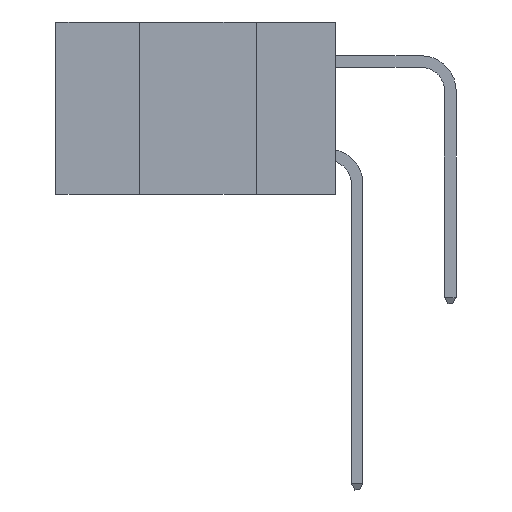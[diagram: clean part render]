
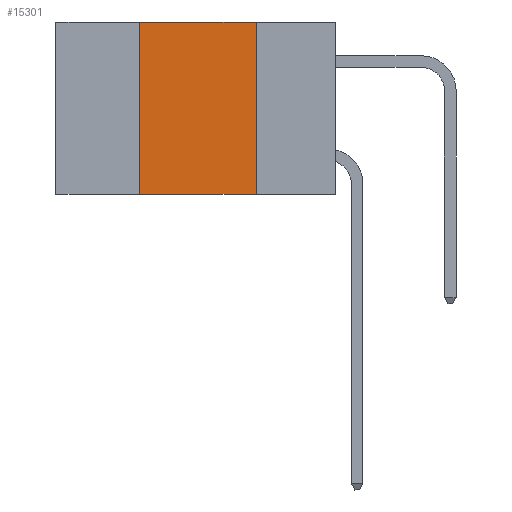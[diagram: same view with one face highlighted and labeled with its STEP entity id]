
A CAD part, left-side view. The second image highlights one B-rep face of the part: STEP entity #15301.
In plain terms, the highlighted planar face has unit normal (-1, 0, 0).
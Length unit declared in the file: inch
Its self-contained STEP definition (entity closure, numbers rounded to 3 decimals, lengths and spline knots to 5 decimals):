
#130 = CARTESIAN_POINT ( 'NONE',  ( 0., 0.42, -0.37 ) ) ;
#182 = ORIENTED_EDGE ( 'NONE', *, *, #10336, .T. ) ;
#227 = CARTESIAN_POINT ( 'NONE',  ( 0., 0.42, 0. ) ) ;
#746 = VERTEX_POINT ( 'NONE', #7827 ) ;
#848 = DIRECTION ( 'NONE',  ( 0., -1., 0. ) ) ;
#1248 = CARTESIAN_POINT ( 'NONE',  ( 0., 0.6, 0. ) ) ;
#1451 = VERTEX_POINT ( 'NONE', #12752 ) ;
#1899 = ORIENTED_EDGE ( 'NONE', *, *, #15463, .F. ) ;
#2521 = PLANE ( 'NONE',  #14584 ) ;
#2786 = VERTEX_POINT ( 'NONE', #130 ) ;
#3592 = CARTESIAN_POINT ( 'NONE',  ( 0., 0.17, 0. ) ) ;
#3643 = VECTOR ( 'NONE', #13367, 39.37008 ) ;
#4275 = VECTOR ( 'NONE', #7501, 39.37008 ) ;
#4670 = LINE ( 'NONE', #1248, #4275 ) ;
#5136 = CARTESIAN_POINT ( 'NONE',  ( 0., 0.42, 0. ) ) ;
#5353 = DIRECTION ( 'NONE',  ( 0., 0., 1. ) ) ;
#6288 = DIRECTION ( 'NONE',  ( 1., 0., 0. ) ) ;
#7501 = DIRECTION ( 'NONE',  ( 0., -1., 0. ) ) ;
#7827 = CARTESIAN_POINT ( 'NONE',  ( 0., 0.17, 0. ) ) ;
#8597 = FACE_OUTER_BOUND ( 'NONE', #9797, .T. ) ;
#9182 = LINE ( 'NONE', #14325, #12026 ) ;
#9797 = EDGE_LOOP ( 'NONE', ( #14372, #12731, #1899, #182 ) ) ;
#9971 = LINE ( 'NONE', #227, #12754 ) ;
#10336 = EDGE_CURVE ( 'NONE', #2786, #1451, #9182, .T. ) ;
#10425 = EDGE_CURVE ( 'NONE', #11129, #746, #4670, .T. ) ;
#11129 = VERTEX_POINT ( 'NONE', #5136 ) ;
#12026 = VECTOR ( 'NONE', #848, 39.37008 ) ;
#12480 = EDGE_CURVE ( 'NONE', #746, #1451, #13388, .T. ) ;
#12731 = ORIENTED_EDGE ( 'NONE', *, *, #10425, .F. ) ;
#12752 = CARTESIAN_POINT ( 'NONE',  ( 0., 0.17, -0.37 ) ) ;
#12754 = VECTOR ( 'NONE', #5353, 39.37008 ) ;
#13367 = DIRECTION ( 'NONE',  ( 0., 0., -1. ) ) ;
#13388 = LINE ( 'NONE', #3592, #3643 ) ;
#13553 = CARTESIAN_POINT ( 'NONE',  ( 0., 0.6, 0. ) ) ;
#14325 = CARTESIAN_POINT ( 'NONE',  ( 0., 0.6, -0.37 ) ) ;
#14372 = ORIENTED_EDGE ( 'NONE', *, *, #12480, .F. ) ;
#14584 = AXIS2_PLACEMENT_3D ( 'NONE', #13553, #6288, #14720 ) ;
#14720 = DIRECTION ( 'NONE',  ( 0., 0., -1. ) ) ;
#15301 = ADVANCED_FACE ( 'NONE', ( #8597 ), #2521, .F. ) ;
#15463 = EDGE_CURVE ( 'NONE', #2786, #11129, #9971, .T. ) ;
